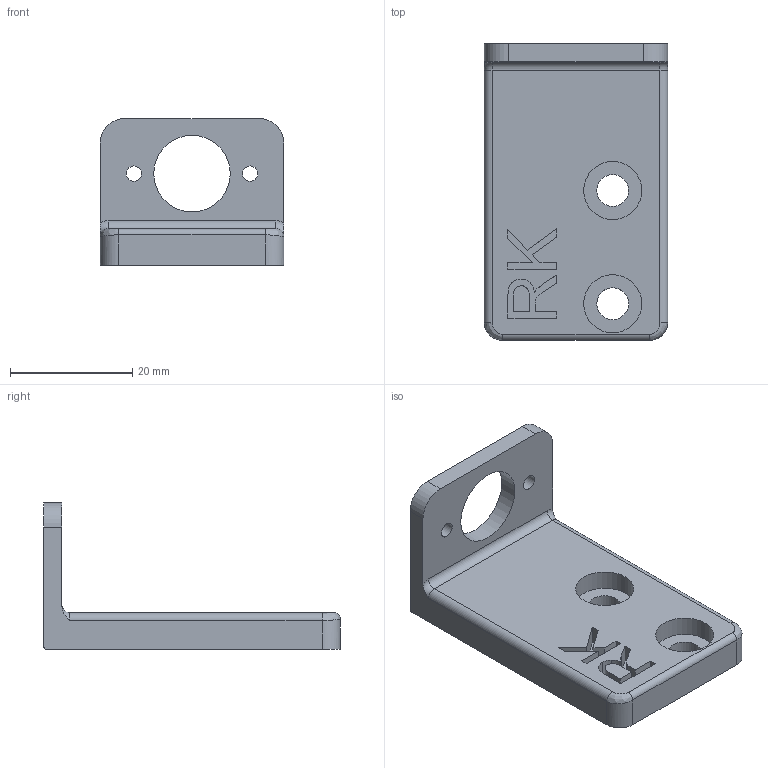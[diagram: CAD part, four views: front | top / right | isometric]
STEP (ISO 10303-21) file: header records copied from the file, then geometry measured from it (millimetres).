
FILE_DESCRIPTION(/* description */ (''),/* implementation_level */ '2;1');
FILE_NAME(/* name */ 'Power Bracket v4.step',/* time_stamp */ '2023-05-10T13:59:07-04:00',/* author */ (''),/* organization */ (''),/* preprocessor_version */ 'ST-DEVELOPER v19.2',/* originating_system */ 'Autodesk Translation Framework v12.4.0.73',/* authorisation */ '');
FILE_SCHEMA (('AUTOMOTIVE_DESIGN { 1 0 10303 214 3 1 1 }'));
Length unit declared in the file: millimetre
Products named in the file (2): Power Bracket; Bracket
Assembly tree (1 placements, depth 2):
  Power Bracket
    Bracket
Bounding box: 30 x 48.5 x 24 mm (x, y, z)
Volume: 9167.5 mm3; surface area: 5281.3 mm2
Topology: 1 solids, 1 shells, 72 faces, 189 edges, 124 vertices
Faces by surface type: plane 36, bspline 18, cylinder 16, torus 2
Full cylindrical faces by diameter (mm): 2.5 x2, 5.2 x2, 9.5 x2, 12.5 x1
Entity records: 2543 total; most frequent: CARTESIAN_POINT 791, ORIENTED_EDGE 378, DIRECTION 297, EDGE_CURVE 189, VERTEX_POINT 124, LINE 119, VECTOR 119, AXIS2_PLACEMENT_3D 89
